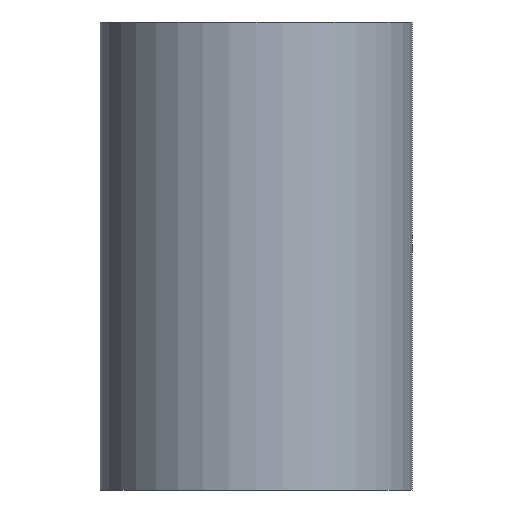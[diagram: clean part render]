
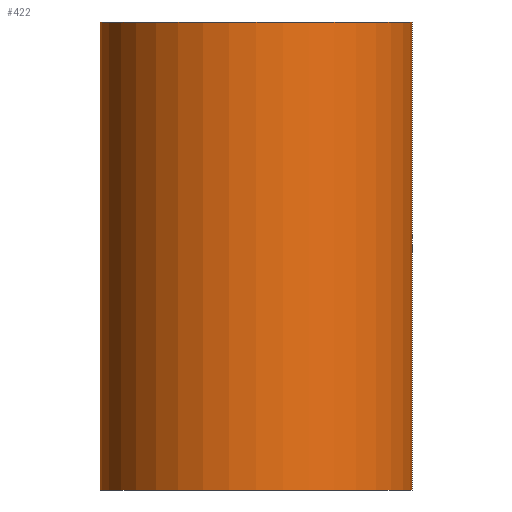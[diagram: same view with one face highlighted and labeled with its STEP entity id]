
A CAD part, front view. The second image highlights one B-rep face of the part: STEP entity #422.
In plain terms, the highlighted cylindrical face has radius 15 mm (diameter 30 mm), a partial arc.
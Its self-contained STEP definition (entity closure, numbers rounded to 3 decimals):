
#14 = CIRCLE ( 'NONE', #442, 15. ) ;
#23 = DIRECTION ( 'NONE',  ( 0., 0., -1. ) ) ;
#29 = DIRECTION ( 'NONE',  ( 1., 0., 0. ) ) ;
#33 = VERTEX_POINT ( 'NONE', #283 ) ;
#36 = AXIS2_PLACEMENT_3D ( 'NONE', #203, #23, #95 ) ;
#44 = CIRCLE ( 'NONE', #249, 15. ) ;
#80 = CARTESIAN_POINT ( 'NONE',  ( -15., 0., 0. ) ) ;
#95 = DIRECTION ( 'NONE',  ( -1., 0., 0. ) ) ;
#100 = LINE ( 'NONE', #405, #264 ) ;
#105 = VERTEX_POINT ( 'NONE', #80 ) ;
#125 = CARTESIAN_POINT ( 'NONE',  ( -15., 0., 45. ) ) ;
#128 = ORIENTED_EDGE ( 'NONE', *, *, #446, .T. ) ;
#149 = ORIENTED_EDGE ( 'NONE', *, *, #327, .F. ) ;
#167 = LINE ( 'NONE', #125, #440 ) ;
#174 = ORIENTED_EDGE ( 'NONE', *, *, #239, .F. ) ;
#197 = DIRECTION ( 'NONE',  ( 0., 0., -1. ) ) ;
#203 = CARTESIAN_POINT ( 'NONE',  ( 0., 0., 45. ) ) ;
#236 = DIRECTION ( 'NONE',  ( 1., 0., 0. ) ) ;
#239 = EDGE_CURVE ( 'NONE', #346, #362, #44, .T. ) ;
#243 = DIRECTION ( 'NONE',  ( 0., 0., 1. ) ) ;
#249 = AXIS2_PLACEMENT_3D ( 'NONE', #348, #243, #236 ) ;
#257 = CYLINDRICAL_SURFACE ( 'NONE', #36, 15. ) ;
#264 = VECTOR ( 'NONE', #197, 1000. ) ;
#283 = CARTESIAN_POINT ( 'NONE',  ( 15., 0., 0. ) ) ;
#296 = EDGE_LOOP ( 'NONE', ( #149, #174, #128, #312 ) ) ;
#312 = ORIENTED_EDGE ( 'NONE', *, *, #415, .T. ) ;
#315 = CARTESIAN_POINT ( 'NONE',  ( -15., 0., 45. ) ) ;
#327 = EDGE_CURVE ( 'NONE', #362, #33, #100, .T. ) ;
#331 = CARTESIAN_POINT ( 'NONE',  ( 15., 0., 45. ) ) ;
#346 = VERTEX_POINT ( 'NONE', #315 ) ;
#348 = CARTESIAN_POINT ( 'NONE',  ( 0., 0., 45. ) ) ;
#362 = VERTEX_POINT ( 'NONE', #331 ) ;
#372 = CARTESIAN_POINT ( 'NONE',  ( 0., 0., 0. ) ) ;
#387 = FACE_OUTER_BOUND ( 'NONE', #296, .T. ) ;
#405 = CARTESIAN_POINT ( 'NONE',  ( 15., 0., 45. ) ) ;
#410 = DIRECTION ( 'NONE',  ( 0., 0., -1. ) ) ;
#415 = EDGE_CURVE ( 'NONE', #105, #33, #14, .T. ) ;
#422 = ADVANCED_FACE ( 'NONE', ( #387 ), #257, .T. ) ;
#440 = VECTOR ( 'NONE', #410, 1000. ) ;
#442 = AXIS2_PLACEMENT_3D ( 'NONE', #372, #450, #29 ) ;
#446 = EDGE_CURVE ( 'NONE', #346, #105, #167, .T. ) ;
#450 = DIRECTION ( 'NONE',  ( 0., 0., 1. ) ) ;
